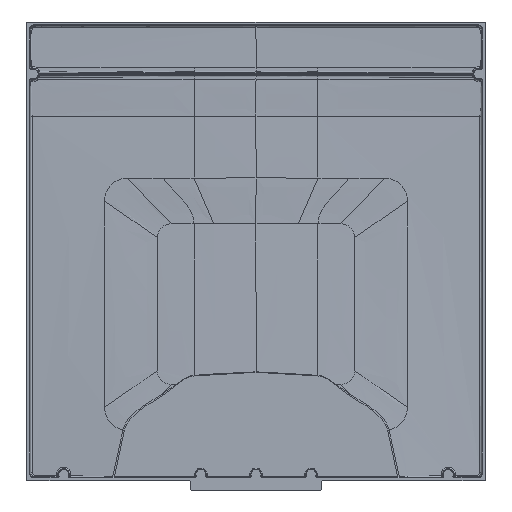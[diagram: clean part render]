
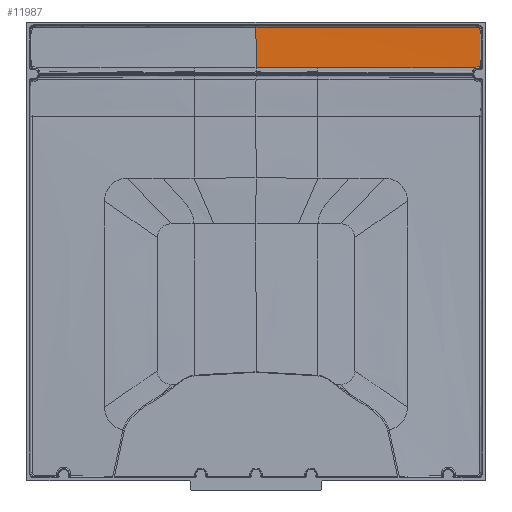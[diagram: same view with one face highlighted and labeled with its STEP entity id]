
A CAD part, front view. The second image highlights one B-rep face of the part: STEP entity #11987.
In plain terms, the highlighted free-form (B-spline) face has degree [3, 3] with [6, 4] control points.
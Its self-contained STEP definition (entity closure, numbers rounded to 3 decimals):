
#1471=CARTESIAN_POINT('',(134.808,-19.823,900.352));
#2786=CARTESIAN_POINT('',(481.649,-18.994,988.544));
#2787=CARTESIAN_POINT('',(433.935,-18.977,988.545));
#2788=CARTESIAN_POINT('',(342.37,-18.966,988.545));
#2789=CARTESIAN_POINT('',(217.03,-18.98,988.543));
#2790=CARTESIAN_POINT('',(102.45,-18.999,988.54));
#2791=CARTESIAN_POINT('',(32.982,-19.004,988.539));
#2792=CARTESIAN_POINT('',(0.,-19.004,
988.539));
#2794=CARTESIAN_POINT('',(488.544,-18.994,981.649));
#2795=CARTESIAN_POINT('',(488.544,-18.994,981.869));
#2796=CARTESIAN_POINT('',(488.523,-18.994,982.304));
#2797=CARTESIAN_POINT('',(488.436,-18.994,982.932));
#2798=CARTESIAN_POINT('',(488.291,-18.994,983.554));
#2799=CARTESIAN_POINT('',(488.092,-18.994,984.155));
#2800=CARTESIAN_POINT('',(487.839,-18.994,984.735));
#2801=CARTESIAN_POINT('',(487.534,-18.994,985.287));
#2802=CARTESIAN_POINT('',(487.18,-18.994,985.808));
#2803=CARTESIAN_POINT('',(486.78,-18.994,986.294));
#2804=CARTESIAN_POINT('',(486.337,-18.994,986.741));
#2805=CARTESIAN_POINT('',(485.855,-18.994,987.145));
#2806=CARTESIAN_POINT('',(485.336,-18.994,987.504));
#2807=CARTESIAN_POINT('',(484.785,-18.994,987.814));
#2808=CARTESIAN_POINT('',(484.205,-18.994,988.072));
#2809=CARTESIAN_POINT('',(483.607,-18.994,988.276));
#2810=CARTESIAN_POINT('',(482.977,-18.994,988.428));
#2811=CARTESIAN_POINT('',(482.32,-18.994,988.522));
#2812=CARTESIAN_POINT('',(481.875,-18.994,988.544));
#2813=CARTESIAN_POINT('',(481.649,-18.994,988.544));
#2815=CARTESIAN_POINT('',(488.543,-19.,902.252));
#2816=CARTESIAN_POINT('',(488.543,-18.996,911.074));
#2817=CARTESIAN_POINT('',(488.544,-18.991,928.719));
#2818=CARTESIAN_POINT('',(488.544,-18.989,955.185));
#2819=CARTESIAN_POINT('',(488.544,-18.991,972.828));
#2820=CARTESIAN_POINT('',(488.544,-18.994,981.649));
#2822=CARTESIAN_POINT('',(477.527,-19.005,900.019));
#2823=CARTESIAN_POINT('',(477.902,-19.005,900.253));
#2824=CARTESIAN_POINT('',(478.656,-19.004,900.682));
#2825=CARTESIAN_POINT('',(479.774,-19.003,901.207));
#2826=CARTESIAN_POINT('',(480.952,-19.002,901.652));
#2827=CARTESIAN_POINT('',(482.152,-19.002,902.));
#2828=CARTESIAN_POINT('',(483.377,-19.001,902.254));
#2829=CARTESIAN_POINT('',(484.62,-19.001,902.411));
#2830=CARTESIAN_POINT('',(485.86,-19.001,902.471));
#2831=CARTESIAN_POINT('',(487.18,-19.,902.431));
#2832=CARTESIAN_POINT('',(488.083,-19.,902.326));
#2833=CARTESIAN_POINT('',(488.543,-19.,902.252));
#2835=CARTESIAN_POINT('',(477.527,-19.005,900.019));
#2836=CARTESIAN_POINT('',(401.545,-19.042,900.087));
#2837=CARTESIAN_POINT('',(287.318,-19.38,900.221));
#2838=CARTESIAN_POINT('',(173.054,-19.733,900.326));
#2839=CARTESIAN_POINT('',(134.808,-19.823,900.352));
#2841=CARTESIAN_POINT('',(134.808,-19.823,900.352));
#2842=CARTESIAN_POINT('',(131.465,-19.831,900.355));
#2843=CARTESIAN_POINT('',(86.534,-19.935,900.385));
#2844=CARTESIAN_POINT('',(41.595,-19.995,900.401));
#2845=CARTESIAN_POINT('',(0.,-19.995,
900.401));
#2847=CARTESIAN_POINT('',(0.,-19.995,
900.401));
#2848=CARTESIAN_POINT('',(0.,-19.375,
929.773));
#2849=CARTESIAN_POINT('',(0.,-19.05,
959.152));
#2850=CARTESIAN_POINT('',(0.,-19.004,
988.539));
#5927=VERTEX_POINT('',#2794);
#5928=VERTEX_POINT('',#2813);
#5931=VERTEX_POINT('',#2815);
#5935=VERTEX_POINT('',#2822);
#5943=VERTEX_POINT('',#1471);
#5980=VERTEX_POINT('',#2847);
#5981=VERTEX_POINT('',#2850);
#11949=CARTESIAN_POINT('',(493.453,-19.001,
899.119));
#11950=CARTESIAN_POINT('',(493.427,-18.993,
929.235));
#11951=CARTESIAN_POINT('',(493.424,-18.992,
959.352));
#11952=CARTESIAN_POINT('',(493.443,-18.998,
989.469));
#11953=CARTESIAN_POINT('',(412.165,-19.014,
899.189));
#11954=CARTESIAN_POINT('',(412.132,-18.895,
929.263));
#11955=CARTESIAN_POINT('',(412.118,-18.881,
959.339));
#11956=CARTESIAN_POINT('',(412.123,-18.969,
989.417));
#11957=CARTESIAN_POINT('',(289.29,-19.383,
899.337));
#11958=CARTESIAN_POINT('',(289.254,-19.031,
929.361));
#11959=CARTESIAN_POINT('',(289.233,-18.896,
959.391));
#11960=CARTESIAN_POINT('',(289.224,-18.97,
989.425));
#11961=CARTESIAN_POINT('',(123.159,-19.905,
899.49));
#11962=CARTESIAN_POINT('',(123.138,-19.312,
929.48));
#11963=CARTESIAN_POINT('',(123.123,-19.014,
959.478));
#11964=CARTESIAN_POINT('',(123.113,-18.996,
989.483));
#11965=CARTESIAN_POINT('',(38.339,-20.019,
899.52));
#11966=CARTESIAN_POINT('',(38.332,-19.378,
929.505));
#11967=CARTESIAN_POINT('',(38.327,-19.044,
959.497));
#11968=CARTESIAN_POINT('',(38.324,-19.003,
989.498));
#11969=CARTESIAN_POINT('',(-4.886,-20.014,
899.519));
#11970=CARTESIAN_POINT('',(-4.885,-19.375,
929.504));
#11971=CARTESIAN_POINT('',(-4.884,-19.043,
959.497));
#11972=CARTESIAN_POINT('',(-4.884,-19.003,
989.497));
#11973=B_SPLINE_SURFACE_WITH_KNOTS('',3,3,((#11949,#11950,#11951,#11952),
(#11953,#11954,#11955,#11956),(#11957,#11958,#11959,#11960),(#11961,#11962,
#11963,#11964),(#11965,#11966,#11967,#11968),(#11969,#11970,#11971,#11972)),
.UNSPECIFIED.,.F.,.F.,.F.,(4,1,1,4),(4,4),(0.006,0.25,0.375,
0.505),(-0.009,0.904),.UNSPECIFIED.);
#11975=ORIENTED_EDGE('',*,*,#11974,.T.);
#11977=ORIENTED_EDGE('',*,*,#11976,.F.);
#11979=ORIENTED_EDGE('',*,*,#11978,.F.);
#11981=ORIENTED_EDGE('',*,*,#11980,.F.);
#11982=ORIENTED_EDGE('',*,*,#11940,.F.);
#11983=ORIENTED_EDGE('',*,*,#8977,.T.);
#11984=ORIENTED_EDGE('',*,*,#9209,.T.);
#11985=EDGE_LOOP('',(#11975,#11977,#11979,#11981,#11982,#11983,#11984));
#11986=FACE_OUTER_BOUND('',#11985,.F.);
#11987=ADVANCED_FACE('',(#11986),#11973,.F.);
#2793=B_SPLINE_CURVE_WITH_KNOTS('',3,(#2786,#2787,#2788,#2789,#2790,#2791,
#2792),.UNSPECIFIED.,.F.,.F.,(4,1,1,1,4),(0.,0.25,0.5,0.75,1.),
.UNSPECIFIED.);
#2814=B_SPLINE_CURVE_WITH_KNOTS('',3,(#2794,#2795,#2796,#2797,#2798,#2799,#2800,
#2801,#2802,#2803,#2804,#2805,#2806,#2807,#2808,#2809,#2810,#2811,#2812,#2813),
.UNSPECIFIED.,.F.,.F.,(4,1,1,1,1,1,1,1,1,1,1,1,1,1,1,1,1,4),(0.,
0.059,0.118,0.176,0.235,
0.294,0.353,0.412,0.471,
0.529,0.588,0.647,0.706,
0.765,0.824,0.882,0.941,1.),
.UNSPECIFIED.);
#2821=B_SPLINE_CURVE_WITH_KNOTS('',3,(#2815,#2816,#2817,#2818,#2819,#2820),
.UNSPECIFIED.,.F.,.F.,(4,1,1,4),(0.,0.333,0.667,1.),
.UNSPECIFIED.);
#2834=B_SPLINE_CURVE_WITH_KNOTS('',3,(#2822,#2823,#2824,#2825,#2826,#2827,#2828,
#2829,#2830,#2831,#2832,#2833),.UNSPECIFIED.,.F.,.F.,(4,1,1,1,1,1,1,1,1,4),
(0.,0.111,0.222,0.333,0.444,
0.556,0.667,0.778,0.889,1.),
.UNSPECIFIED.);
#2840=B_SPLINE_CURVE_WITH_KNOTS('',3,(#2835,#2836,#2837,#2838,#2839),
.UNSPECIFIED.,.F.,.F.,(4,1,4),(0.,0.665,1.),.UNSPECIFIED.);
#2846=B_SPLINE_CURVE_WITH_KNOTS('',3,(#2841,#2842,#2843,#2844,#2845),
.UNSPECIFIED.,.F.,.F.,(4,1,4),(0.,0.074,1.),.UNSPECIFIED.);
#2851=B_SPLINE_CURVE_WITH_KNOTS('',3,(#2847,#2848,#2849,#2850),.UNSPECIFIED.,
.F.,.F.,(4,4),(0.,1.),.UNSPECIFIED.);
#8977=EDGE_CURVE('',#5935,#5943,#2840,.T.);
#9209=EDGE_CURVE('',#5943,#5980,#2846,.T.);
#11940=EDGE_CURVE('',#5935,#5931,#2834,.T.);
#11974=EDGE_CURVE('',#5980,#5981,#2851,.T.);
#11976=EDGE_CURVE('',#5928,#5981,#2793,.T.);
#11978=EDGE_CURVE('',#5927,#5928,#2814,.T.);
#11980=EDGE_CURVE('',#5931,#5927,#2821,.T.);
